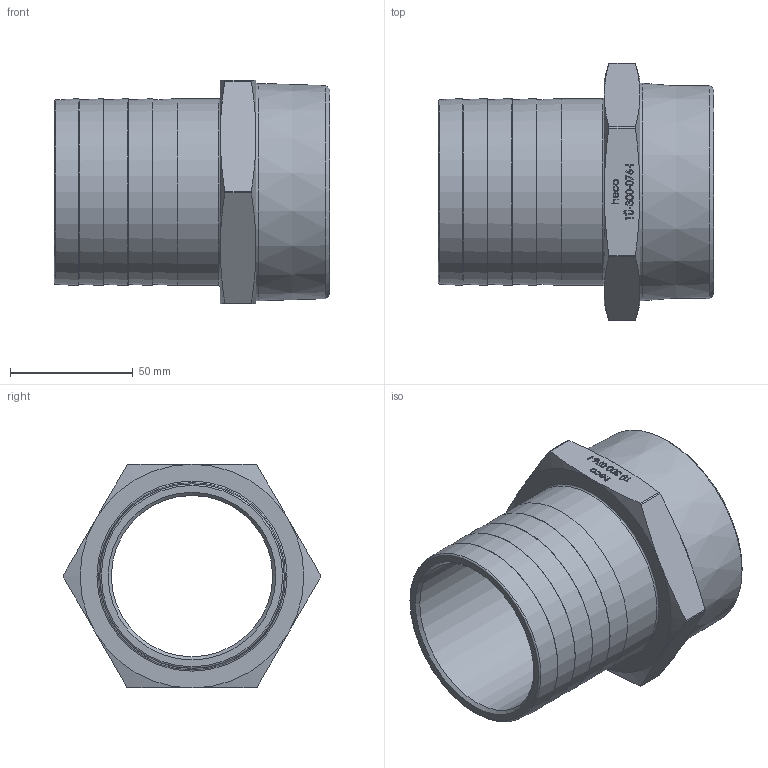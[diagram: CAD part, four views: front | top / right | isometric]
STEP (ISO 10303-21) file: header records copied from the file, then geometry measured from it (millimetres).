
FILE_DESCRIPTION (( 'STEP AP214' ), '1' );
FILE_NAME ('heco TÜ-300-076-I.STEP', '2016-01-13T10:15:21', ( 'test' ), ( '' ), 'SwSTEP 2.0', 'SolidWorks 2011', '' );
FILE_SCHEMA (( 'AUTOMOTIVE_DESIGN' ));
Length unit declared in the file: millimetre
Products named in the file (1): heco TÜ-300-076-I
Bounding box: 112 x 104.88 x 91.1 mm (x, y, z)
Volume: 176902.7 mm3; surface area: 59067.1 mm2
Topology: 1 solids, 1 shells, 235 faces, 585 edges, 382 vertices
Faces by surface type: bspline 100, plane 93, cone 22, torus 10, cylinder 10
Full cylindrical faces by diameter (mm): 65.6 x1, 73 x1, 76 x1, 88.397 x1
Entity records: 14345 total; most frequent: CARTESIAN_POINT 7673, ORIENTED_EDGE 1112, DIRECTION 635, EDGE_CURVE 556, VERTEX_POINT 377, EDGE_LOOP 291, LINE 277, VECTOR 277
